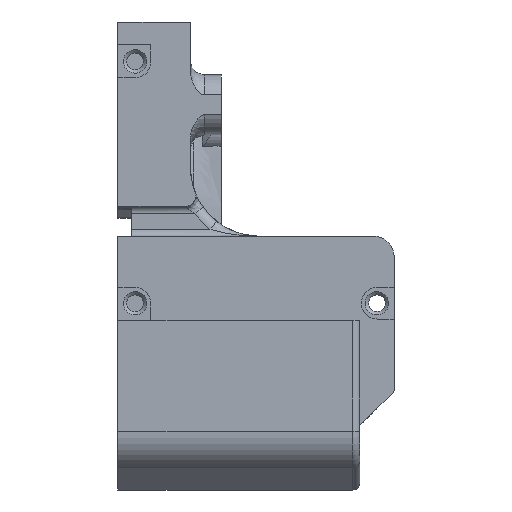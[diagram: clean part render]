
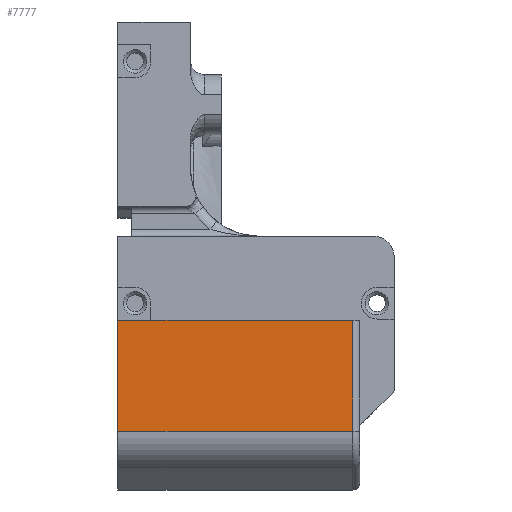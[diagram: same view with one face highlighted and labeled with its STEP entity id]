
A CAD part, front view. The second image highlights one B-rep face of the part: STEP entity #7777.
In plain terms, the highlighted planar face has unit normal (0, -1, 0).
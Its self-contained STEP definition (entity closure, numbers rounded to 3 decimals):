
#312=PLANE('',#8386);
#613=FACE_OUTER_BOUND('',#1076,.T.);
#1076=EDGE_LOOP('',(#6355,#6356,#6357,#6358));
#1619=LINE('',#10642,#2153);
#1842=LINE('',#16192,#2376);
#1872=LINE('',#16278,#2406);
#1974=LINE('',#18442,#2508);
#2153=VECTOR('',#8721,10.);
#2376=VECTOR('',#9318,10.);
#2406=VECTOR('',#9410,10.);
#2508=VECTOR('',#9810,10.);
#3034=VERTEX_POINT('',#10639);
#3035=VERTEX_POINT('',#10641);
#3462=VERTEX_POINT('',#16190);
#3487=VERTEX_POINT('',#16277);
#3822=EDGE_CURVE('',#3034,#3035,#1619,.T.);
#4360=EDGE_CURVE('',#3462,#3034,#1842,.T.);
#4402=EDGE_CURVE('',#3487,#3462,#1872,.T.);
#4661=EDGE_CURVE('',#3487,#3035,#1974,.T.);
#6355=ORIENTED_EDGE('',*,*,#3822,.F.);
#6356=ORIENTED_EDGE('',*,*,#4360,.F.);
#6357=ORIENTED_EDGE('',*,*,#4402,.F.);
#6358=ORIENTED_EDGE('',*,*,#4661,.T.);
#7777=ADVANCED_FACE('',(#613),#312,.T.);
#8386=AXIS2_PLACEMENT_3D('',#18441,#9808,#9809);
#8721=DIRECTION('',(0.,0.,1.));
#9318=DIRECTION('',(-1.,0.,0.));
#9410=DIRECTION('',(0.,0.,-1.));
#9808=DIRECTION('center_axis',(0.,-1.,0.));
#9809=DIRECTION('ref_axis',(0.,0.,
-1.));
#9810=DIRECTION('',(-1.,0.,0.));
#10639=CARTESIAN_POINT('',(-23.998,-35.804,-52.224));
#10641=CARTESIAN_POINT('',(-23.998,-35.804,-36.2));
#10642=CARTESIAN_POINT('',(-23.998,-35.804,-28.65));
#16190=CARTESIAN_POINT('',(10.002,-35.804,-52.224));
#16192=CARTESIAN_POINT('',(-23.998,-35.804,-52.224));
#16277=CARTESIAN_POINT('',(10.002,-35.804,-36.2));
#16278=CARTESIAN_POINT('',(10.002,-35.804,-39.025));
#18441=CARTESIAN_POINT('Origin',(-23.998,-35.804,-34.5));
#18442=CARTESIAN_POINT('',(-25.748,-35.804,-36.2));
